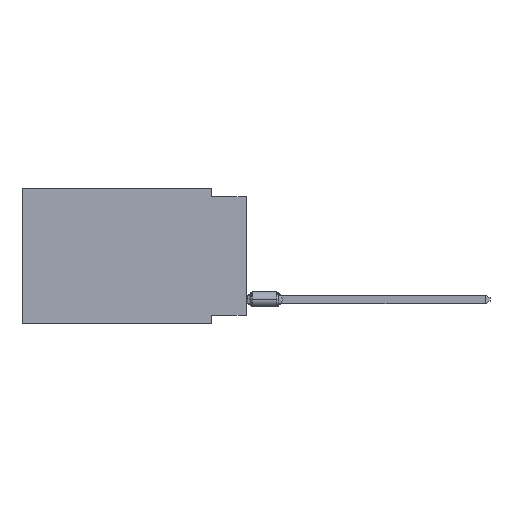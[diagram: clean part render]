
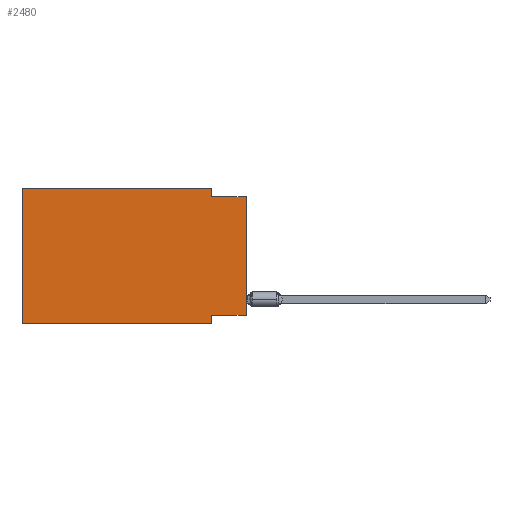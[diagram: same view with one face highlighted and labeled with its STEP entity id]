
A CAD part, left-side view. The second image highlights one B-rep face of the part: STEP entity #2480.
In plain terms, the highlighted planar face has unit normal (-1, 0, 0).
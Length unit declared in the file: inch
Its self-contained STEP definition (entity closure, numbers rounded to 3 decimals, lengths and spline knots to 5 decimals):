
#72 = CARTESIAN_POINT ( 'NONE',  ( 0., 0., -0.025 ) ) ;
#461 = ORIENTED_EDGE ( 'NONE', *, *, #5323, .F. ) ;
#476 = LINE ( 'NONE', #2638, #10426 ) ;
#670 = LINE ( 'NONE', #8290, #21707 ) ;
#1864 = ORIENTED_EDGE ( 'NONE', *, *, #9622, .F. ) ;
#1919 = DIRECTION ( 'NONE',  ( 0., 0., -1. ) ) ;
#2480 = ADVANCED_FACE ( 'NONE', ( #19835 ), #23172, .F. ) ;
#2638 = CARTESIAN_POINT ( 'NONE',  ( 0., 0.645, 0. ) ) ;
#2832 = VECTOR ( 'NONE', #24586, 39.37008 ) ;
#3277 = VECTOR ( 'NONE', #24715, 39.37008 ) ;
#3880 = VECTOR ( 'NONE', #1919, 39.37008 ) ;
#4565 = CARTESIAN_POINT ( 'NONE',  ( 0., 0.1, 0. ) ) ;
#4716 = DIRECTION ( 'NONE',  ( 0., 0., 1. ) ) ;
#5323 = EDGE_CURVE ( 'NONE', #8723, #12723, #21752, .T. ) ;
#5495 = CARTESIAN_POINT ( 'NONE',  ( 0., 0.645, 0. ) ) ;
#5670 = VERTEX_POINT ( 'NONE', #16265 ) ;
#6444 = DIRECTION ( 'NONE',  ( 0., -1., 0. ) ) ;
#6629 = VECTOR ( 'NONE', #10956, 39.37008 ) ;
#7127 = ORIENTED_EDGE ( 'NONE', *, *, #18083, .T. ) ;
#7541 = DIRECTION ( 'NONE',  ( 0., 0., -1. ) ) ;
#7640 = VERTEX_POINT ( 'NONE', #72 ) ;
#8290 = CARTESIAN_POINT ( 'NONE',  ( 0., 0., 0. ) ) ;
#8723 = VERTEX_POINT ( 'NONE', #18005 ) ;
#8731 = CARTESIAN_POINT ( 'NONE',  ( 0., 0.645, 0. ) ) ;
#9622 = EDGE_CURVE ( 'NONE', #24369, #24064, #22515, .T. ) ;
#10426 = VECTOR ( 'NONE', #6444, 39.37008 ) ;
#10956 = DIRECTION ( 'NONE',  ( 0., 0., -1. ) ) ;
#11006 = EDGE_CURVE ( 'NONE', #15566, #5670, #17809, .T. ) ;
#11971 = CARTESIAN_POINT ( 'NONE',  ( 0., 0.1, 0. ) ) ;
#12446 = ORIENTED_EDGE ( 'NONE', *, *, #19944, .T. ) ;
#12723 = VERTEX_POINT ( 'NONE', #8731 ) ;
#12936 = EDGE_CURVE ( 'NONE', #18540, #24369, #17873, .T. ) ;
#13053 = CARTESIAN_POINT ( 'NONE',  ( 0., 0.645, -0.39 ) ) ;
#14006 = ORIENTED_EDGE ( 'NONE', *, *, #11006, .F. ) ;
#14571 = CARTESIAN_POINT ( 'NONE',  ( 0., 0., -0.025 ) ) ;
#15529 = VECTOR ( 'NONE', #15970, 39.37008 ) ;
#15566 = VERTEX_POINT ( 'NONE', #4565 ) ;
#15970 = DIRECTION ( 'NONE',  ( 0., 1., 0. ) ) ;
#16063 = DIRECTION ( 'NONE',  ( 0., 0., 1. ) ) ;
#16265 = CARTESIAN_POINT ( 'NONE',  ( 0., 0.1, -0.025 ) ) ;
#16744 = LINE ( 'NONE', #13053, #3277 ) ;
#16815 = EDGE_CURVE ( 'NONE', #5670, #7640, #22691, .T. ) ;
#17533 = AXIS2_PLACEMENT_3D ( 'NONE', #5495, #21726, #7541 ) ;
#17809 = LINE ( 'NONE', #11971, #3880 ) ;
#17873 = LINE ( 'NONE', #21432, #15529 ) ;
#17971 = ORIENTED_EDGE ( 'NONE', *, *, #22808, .F. ) ;
#18005 = CARTESIAN_POINT ( 'NONE',  ( 0., 0.645, -0.39 ) ) ;
#18083 = EDGE_CURVE ( 'NONE', #8723, #24064, #16744, .T. ) ;
#18540 = VERTEX_POINT ( 'NONE', #24690 ) ;
#18822 = CARTESIAN_POINT ( 'NONE',  ( 0., 0.1, -0.39 ) ) ;
#19835 = FACE_OUTER_BOUND ( 'NONE', #20417, .T. ) ;
#19944 = EDGE_CURVE ( 'NONE', #18540, #7640, #670, .T. ) ;
#20417 = EDGE_LOOP ( 'NONE', ( #12446, #24699, #14006, #17971, #461, #7127, #1864, #20523 ) ) ;
#20523 = ORIENTED_EDGE ( 'NONE', *, *, #12936, .F. ) ;
#21432 = CARTESIAN_POINT ( 'NONE',  ( 0., 0., -0.365 ) ) ;
#21437 = CARTESIAN_POINT ( 'NONE',  ( 0., 0.1, -0.365 ) ) ;
#21707 = VECTOR ( 'NONE', #16063, 39.37008 ) ;
#21726 = DIRECTION ( 'NONE',  ( 1., 0., 0. ) ) ;
#21752 = LINE ( 'NONE', #22124, #23079 ) ;
#22124 = CARTESIAN_POINT ( 'NONE',  ( 0., 0.645, 0. ) ) ;
#22515 = LINE ( 'NONE', #18822, #6629 ) ;
#22653 = CARTESIAN_POINT ( 'NONE',  ( 0., 0.1, -0.39 ) ) ;
#22691 = LINE ( 'NONE', #14571, #2832 ) ;
#22808 = EDGE_CURVE ( 'NONE', #12723, #15566, #476, .T. ) ;
#23079 = VECTOR ( 'NONE', #4716, 39.37008 ) ;
#23172 = PLANE ( 'NONE',  #17533 ) ;
#24064 = VERTEX_POINT ( 'NONE', #22653 ) ;
#24369 = VERTEX_POINT ( 'NONE', #21437 ) ;
#24586 = DIRECTION ( 'NONE',  ( 0., -1., 0. ) ) ;
#24690 = CARTESIAN_POINT ( 'NONE',  ( 0., 0., -0.365 ) ) ;
#24699 = ORIENTED_EDGE ( 'NONE', *, *, #16815, .F. ) ;
#24715 = DIRECTION ( 'NONE',  ( 0., -1., 0. ) ) ;
